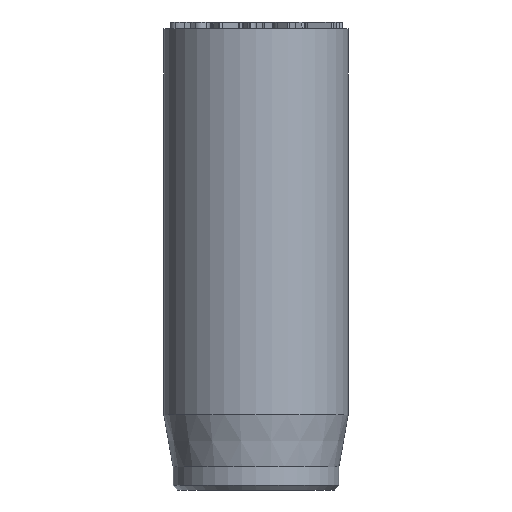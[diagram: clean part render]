
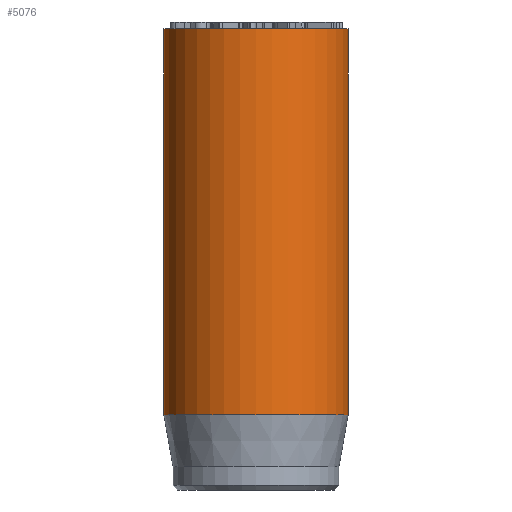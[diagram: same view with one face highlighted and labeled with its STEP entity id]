
A CAD part, front view. The second image highlights one B-rep face of the part: STEP entity #5076.
In plain terms, the highlighted cylindrical face has radius 4 mm (diameter 8 mm), a full revolution.
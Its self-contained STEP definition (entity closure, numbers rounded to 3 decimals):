
#32=CYLINDRICAL_SURFACE('',#5271,4.);
#46=CIRCLE('',#5234,4.);
#62=CIRCLE('',#5269,4.);
#63=CIRCLE('',#5270,4.);
#470=FACE_OUTER_BOUND('',#780,.T.);
#780=EDGE_LOOP('',(#4542,#4543,#4544,#4545,#4546));
#1160=LINE('',#9568,#1548);
#1548=VECTOR('',#5900,4.);
#2356=VERTEX_POINT('',#9503);
#2372=VERTEX_POINT('',#9562);
#2373=VERTEX_POINT('',#9563);
#3077=EDGE_CURVE('',#2356,#2356,#46,.T.);
#3101=EDGE_CURVE('',#2372,#2373,#62,.T.);
#3102=EDGE_CURVE('',#2373,#2372,#63,.T.);
#3104=EDGE_CURVE('',#2356,#2372,#1160,.T.);
#4542=ORIENTED_EDGE('',*,*,#3077,.T.);
#4543=ORIENTED_EDGE('',*,*,#3104,.T.);
#4544=ORIENTED_EDGE('',*,*,#3101,.T.);
#4545=ORIENTED_EDGE('',*,*,#3102,.T.);
#4546=ORIENTED_EDGE('',*,*,#3104,.F.);
#5076=ADVANCED_FACE('',(#470),#32,.T.);
#5234=AXIS2_PLACEMENT_3D('',#9504,#5815,#5816);
#5269=AXIS2_PLACEMENT_3D('',#9564,#5893,#5894);
#5270=AXIS2_PLACEMENT_3D('',#9565,#5895,#5896);
#5271=AXIS2_PLACEMENT_3D('',#9567,#5898,#5899);
#5815=DIRECTION('center_axis',(0.,0.,-1.));
#5816=DIRECTION('ref_axis',(-1.,0.,0.));
#5893=DIRECTION('center_axis',(0.,0.,1.));
#5894=DIRECTION('ref_axis',(-1.,0.,0.));
#5895=DIRECTION('center_axis',(0.,0.,1.));
#5896=DIRECTION('ref_axis',(-1.,0.,0.));
#5898=DIRECTION('center_axis',(0.,0.,1.));
#5899=DIRECTION('ref_axis',(-1.,0.,0.));
#5900=DIRECTION('',(0.,0.,-1.));
#9503=CARTESIAN_POINT('',(4.,0.,20.));
#9504=CARTESIAN_POINT('Origin',(0.,0.,20.));
#9562=CARTESIAN_POINT('',(4.,0.,3.269));
#9563=CARTESIAN_POINT('',(-4.,0.,3.269));
#9564=CARTESIAN_POINT('Origin',(0.,0.,3.269));
#9565=CARTESIAN_POINT('Origin',(0.,0.,3.269));
#9567=CARTESIAN_POINT('Origin',(0.,0.,0.));
#9568=CARTESIAN_POINT('',(4.,0.,0.));
